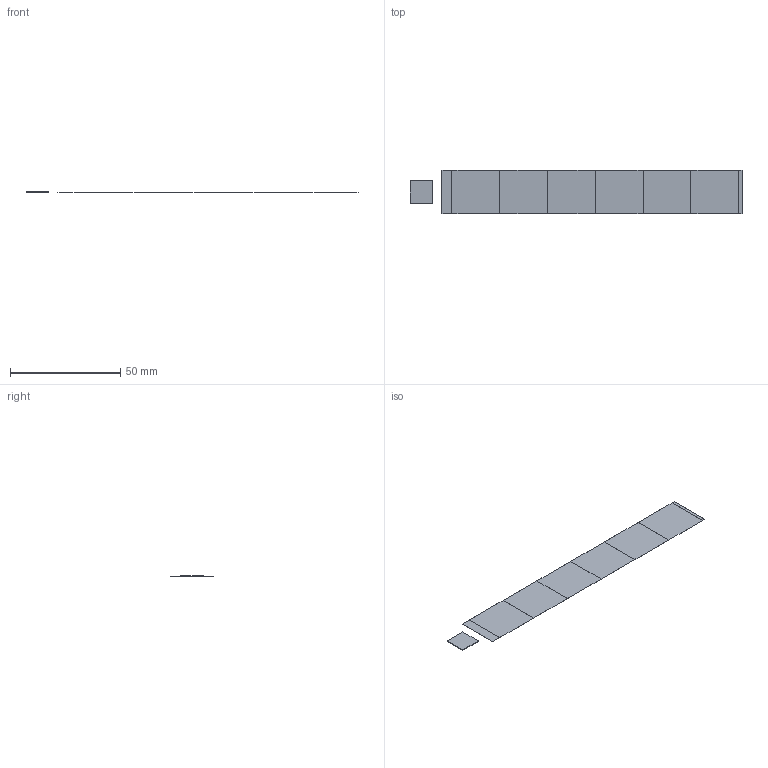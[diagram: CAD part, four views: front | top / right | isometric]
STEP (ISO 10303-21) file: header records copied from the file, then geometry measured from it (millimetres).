
FILE_DESCRIPTION(('FreeCAD Model'),'2;1');
FILE_NAME('Open CASCADE Shape Model','2024-11-26T15:36:32',(''),(''), 'Open CASCADE STEP processor 7.7','FreeCAD','Unknown');
FILE_SCHEMA(('AUTOMOTIVE_DESIGN { 1 0 10303 214 1 1 1 1 }'));
Length unit declared in the file: millimetre
Products named in the file (10): 6RSU-segment+AncASIC009; RSU; RSU001; RSU002; RSU003; RSU004; RSU005; LEC; REC; AncASIC
Assembly tree (9 placements, depth 2):
  6RSU-segment+AncASIC009
    RSU
    RSU001
    RSU002
    RSU003
    RSU004
    RSU005
    LEC
    REC
    AncASIC
Bounding box: 150.5 x 19.56 x 0.3 mm (x, y, z)
Volume: 163 mm3; surface area: 5562.5 mm2
Topology: 9 solids, 9 shells, 54 faces, 108 edges, 72 vertices
Faces by surface type: plane 54
Entity records: 3024 total; most frequent: CARTESIAN_POINT 460, DIRECTION 452, LINE 324, VECTOR 324, ORIENTED_EDGE 216, PCURVE 216, DEFINITIONAL_REPRESENTATION 216, EDGE_CURVE 108
